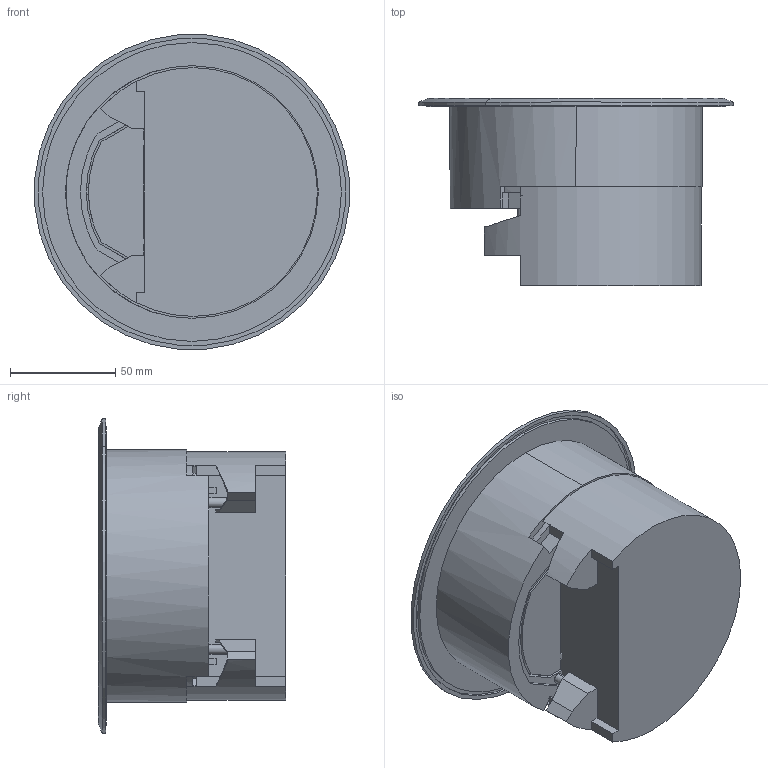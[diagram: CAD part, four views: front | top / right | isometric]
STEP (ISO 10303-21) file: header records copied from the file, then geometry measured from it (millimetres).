
FILE_DESCRIPTION((''),'2;1');
FILE_NAME('BSR02D01_ASM','2024-02-06T13:40:03',('goergem'),(''),'CREO PARAMETRIC BY PTC INC, 2022281','CREO PARAMETRIC BY PTC INC, 2022281','');
FILE_SCHEMA(('AUTOMOTIVE_DESIGN { 1 0 10303 214 1 1 1 1 }'));
Length unit declared in the file: millimetre
Products named in the file (8): BSR_BECHERUNTERTEIL_10; BSR_BECHEROBERTEIL_5; BSR_GERTEAUFNAHME0_8; BSM012KUN_2; ESR2339010_STECKDOSEZWEIFACH_2; BSR_DECKEL_MKS_3; BSR02D01KUN_ASM_9_ASM; BSR02D01_ASM
Assembly tree (7 placements, depth 3):
  BSR02D01_ASM
    BSR02D01KUN_ASM_9_ASM
      BSR_BECHERUNTERTEIL_10
      BSR_BECHEROBERTEIL_5
      BSR_GERTEAUFNAHME0_8
      BSM012KUN_2
      ESR2339010_STECKDOSEZWEIFACH_2
      BSR_DECKEL_MKS_3
Bounding box: 149.43 x 88.89 x 149.43 mm (x, y, z)
Volume: 377634 mm3; surface area: 212219.2 mm2
Topology: 6 solids, 6 shells, 349 faces, 999 edges, 679 vertices
Faces by surface type: plane 284, cylinder 61, cone 4
Entity records: 18102 total; most frequent: DIRECTION 2748, CARTESIAN_POINT 2636, ORIENTED_EDGE 1942, EDGE_CURVE 971, AXIS2_PLACEMENT_3D 880, VECTOR 829, LINE 829, VERTEX_POINT 651
